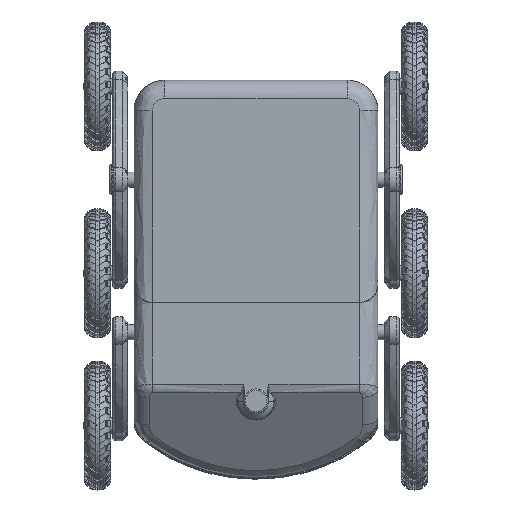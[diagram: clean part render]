
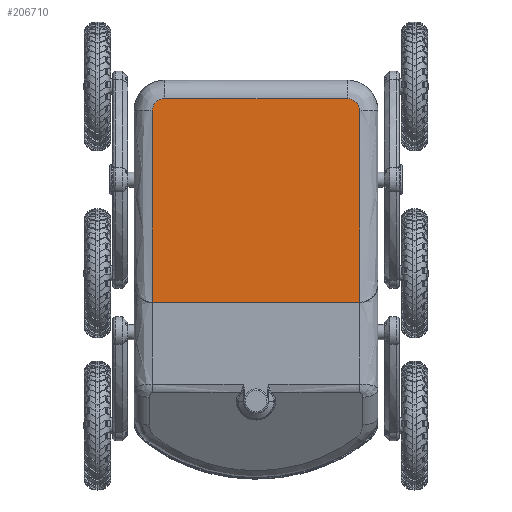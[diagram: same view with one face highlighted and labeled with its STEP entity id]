
A CAD part, top view. The second image highlights one B-rep face of the part: STEP entity #206710.
In plain terms, the highlighted free-form (B-spline) face has degree [1, 1] with [2, 2] control points.
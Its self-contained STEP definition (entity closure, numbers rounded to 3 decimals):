
#206611 = VERTEX_POINT('',#206612);
#206612 = CARTESIAN_POINT('',(62.406,33.12,
    75.544));
#206618 = EDGE_CURVE('',#206619,#206611,#206621,.T.);
#206619 = VERTEX_POINT('',#206620);
#206620 = CARTESIAN_POINT('',(6.569,33.12,
    75.544));
#206621 = B_SPLINE_CURVE_WITH_KNOTS('',1,(#206622,#206623),
  .UNSPECIFIED.,.F.,.F.,(2,2),(-13.,55.),.PIECEWISE_BEZIER_KNOTS.);
#206622 = CARTESIAN_POINT('',(6.569,33.12,
    75.544));
#206623 = CARTESIAN_POINT('',(62.406,33.12,
    75.544));
#206684 = EDGE_CURVE('',#206619,#206685,#206687,.T.);
#206685 = VERTEX_POINT('',#206686);
#206686 = CARTESIAN_POINT('',(6.569,84.693,
    75.544));
#206687 = B_SPLINE_CURVE_WITH_KNOTS('',1,(#206688,#206689),
  .UNSPECIFIED.,.F.,.F.,(2,2),(-35.237,27.57),
  .PIECEWISE_BEZIER_KNOTS.);
#206688 = CARTESIAN_POINT('',(6.569,33.12,
    75.544));
#206689 = CARTESIAN_POINT('',(6.569,84.693,
    75.544));
#206710 = ADVANCED_FACE('',(#206711),#206743,.T.);
#206711 = FACE_BOUND('',#206712,.T.);
#206712 = EDGE_LOOP('',(#206713,#206714,#206721,#206729,#206736,#206742)
  );
#206713 = ORIENTED_EDGE('',*,*,#206618,.T.);
#206714 = ORIENTED_EDGE('',*,*,#206715,.F.);
#206715 = EDGE_CURVE('',#206716,#206611,#206718,.T.);
#206716 = VERTEX_POINT('',#206717);
#206717 = CARTESIAN_POINT('',(62.406,84.693,
    75.544));
#206718 = B_SPLINE_CURVE_WITH_KNOTS('',1,(#206719,#206720),
  .UNSPECIFIED.,.F.,.F.,(2,2),(-77.709,-14.902),
  .PIECEWISE_BEZIER_KNOTS.);
#206719 = CARTESIAN_POINT('',(62.406,84.693,
    75.544));
#206720 = CARTESIAN_POINT('',(62.406,33.12,
    75.544));
#206721 = ORIENTED_EDGE('',*,*,#206722,.F.);
#206722 = EDGE_CURVE('',#206723,#206716,#206725,.T.);
#206723 = VERTEX_POINT('',#206724);
#206724 = CARTESIAN_POINT('',(59.121,87.977,
    75.544));
#206725 = ( BOUNDED_CURVE() B_SPLINE_CURVE(2,(#206726,#206727,#206728),
.UNSPECIFIED.,.F.,.F.) B_SPLINE_CURVE_WITH_KNOTS((3,3),(5.498,
7.069),.PIECEWISE_BEZIER_KNOTS.) CURVE() 
GEOMETRIC_REPRESENTATION_ITEM() RATIONAL_B_SPLINE_CURVE((1.,
0.707,1.)) REPRESENTATION_ITEM('') );
#206726 = CARTESIAN_POINT('',(59.121,87.977,
    75.544));
#206727 = CARTESIAN_POINT('',(62.406,87.977,
    75.544));
#206728 = CARTESIAN_POINT('',(62.406,84.693,
    75.544));
#206729 = ORIENTED_EDGE('',*,*,#206730,.F.);
#206730 = EDGE_CURVE('',#206731,#206723,#206733,.T.);
#206731 = VERTEX_POINT('',#206732);
#206732 = CARTESIAN_POINT('',(9.854,87.977,
    75.544));
#206733 = B_SPLINE_CURVE_WITH_KNOTS('',1,(#206734,#206735),
  .UNSPECIFIED.,.F.,.F.,(2,2),(-45.,15.),.PIECEWISE_BEZIER_KNOTS.);
#206734 = CARTESIAN_POINT('',(9.854,87.977,
    75.544));
#206735 = CARTESIAN_POINT('',(59.121,87.977,
    75.544));
#206736 = ORIENTED_EDGE('',*,*,#206737,.F.);
#206737 = EDGE_CURVE('',#206685,#206731,#206738,.T.);
#206738 = ( BOUNDED_CURVE() B_SPLINE_CURVE(2,(#206739,#206740,#206741),
.UNSPECIFIED.,.F.,.F.) B_SPLINE_CURVE_WITH_KNOTS((3,3),(5.498,
7.069),.PIECEWISE_BEZIER_KNOTS.) CURVE() 
GEOMETRIC_REPRESENTATION_ITEM() RATIONAL_B_SPLINE_CURVE((1.,
0.707,1.)) REPRESENTATION_ITEM('') );
#206739 = CARTESIAN_POINT('',(6.569,84.693,
    75.544));
#206740 = CARTESIAN_POINT('',(6.569,87.977,
    75.544));
#206741 = CARTESIAN_POINT('',(9.854,87.977,
    75.544));
#206742 = ORIENTED_EDGE('',*,*,#206684,.F.);
#206743 = B_SPLINE_SURFACE_WITH_KNOTS('',1,1,(
    (#206744,#206745)
    ,(#206746,#206747
  )),.UNSPECIFIED.,.F.,.F.,.F.,(2,2),(2,2),(-34.,34.),(-7.667,
    59.139),.PIECEWISE_BEZIER_KNOTS.);
#206744 = CARTESIAN_POINT('',(6.569,33.12,
    75.544));
#206745 = CARTESIAN_POINT('',(6.569,87.977,
    75.544));
#206746 = CARTESIAN_POINT('',(62.406,33.12,
    75.544));
#206747 = CARTESIAN_POINT('',(62.406,87.977,
    75.544));
